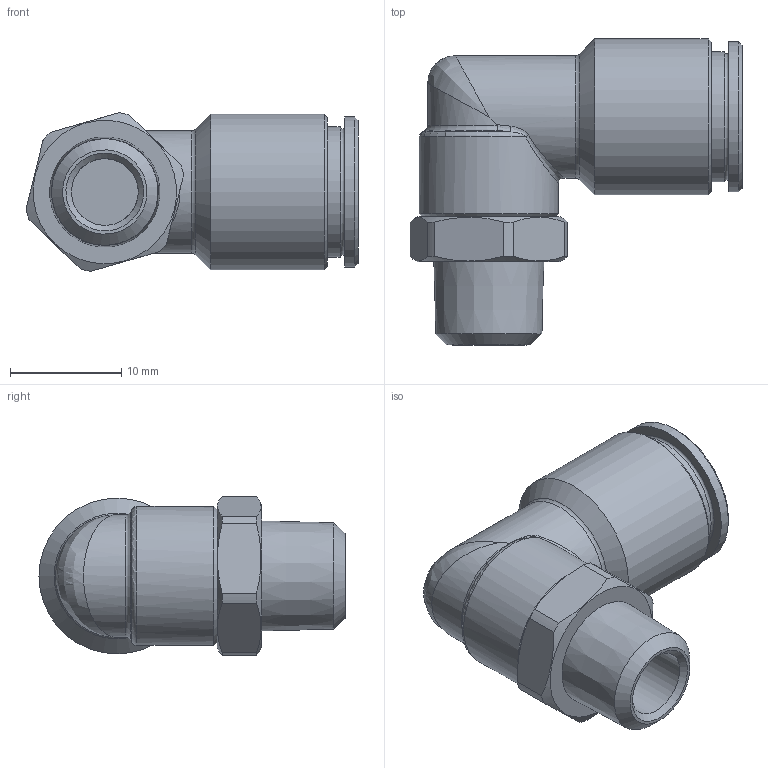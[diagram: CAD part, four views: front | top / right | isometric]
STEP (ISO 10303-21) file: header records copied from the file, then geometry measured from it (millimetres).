
FILE_DESCRIPTION( ( 'STEP AP214' ), '1' );
FILE_NAME( 'psolqas_2696_22.stp', '2020-12-10T08:57:12', ( 'License CC BY-ND 4.0' ), ( 'CADENAS' ), ' ', 'PARTsolutions', ' ' );
FILE_SCHEMA( ( 'AUTOMOTIVE_DESIGN { 1 0 10303 214 1 1 1 1 }' ) );
Length unit declared in the file: metre
Products named in the file (1): NONE
Bounding box: 29.84 x 27.5 x 14.27 mm (x, y, z)
Volume: 3405.5 mm3; surface area: 2890.4 mm2
Topology: 1 solids, 1 shells, 51 faces, 123 edges, 76 vertices
Faces by surface type: cylinder 16, plane 13, cone 12, bspline 6, torus 4
Full cylindrical faces by diameter (mm): 6 x2, 8.15 x1, 11 x1, 11.7 x1, 12.5 x1, 13.5 x1, 14 x1
Entity records: 2208 total; most frequent: CARTESIAN_POINT 796, DIRECTION 192, ORIENTED_EDGE 192, EDGE_CURVE 96, AXIS2_PLACEMENT_3D 90, EDGE_LOOP 77, VERTEX_POINT 73, FACE_OUTER_BOUND 60
